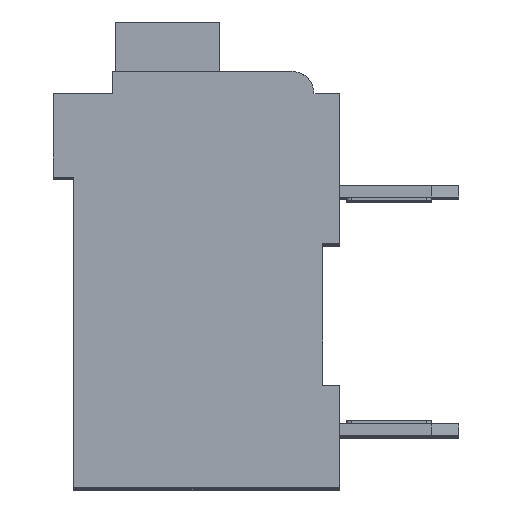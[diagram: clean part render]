
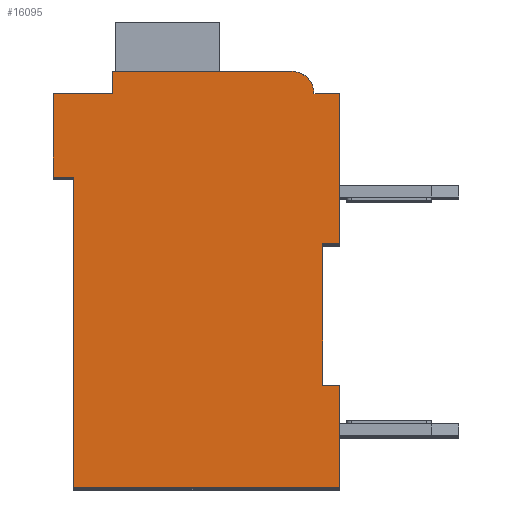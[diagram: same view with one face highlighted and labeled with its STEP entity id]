
A CAD part, top view. The second image highlights one B-rep face of the part: STEP entity #16095.
In plain terms, the highlighted planar face has unit normal (0, 0, 1).
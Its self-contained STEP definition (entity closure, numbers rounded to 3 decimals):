
#2958=DIRECTION('',(1.,0.,0.));
#2959=VECTOR('',#2958,0.5);
#2960=CARTESIAN_POINT('',(7.3,7.15,2.1));
#2961=LINE('',#2960,#2959);
#2962=DIRECTION('',(0.,1.,0.));
#2963=VECTOR('',#2962,4.15);
#2964=CARTESIAN_POINT('',(7.3,3.,2.1));
#2965=LINE('',#2964,#2963);
#2966=DIRECTION('',(-1.,0.,0.));
#2967=VECTOR('',#2966,0.5);
#2968=CARTESIAN_POINT('',(7.8,3.,2.1));
#2969=LINE('',#2968,#2967);
#2970=DIRECTION('',(0.,1.,0.));
#2971=VECTOR('',#2970,3.);
#2972=CARTESIAN_POINT('',(7.8,0.,2.1));
#2973=LINE('',#2972,#2971);
#2974=DIRECTION('',(1.,0.,0.));
#2975=VECTOR('',#2974,7.8);
#2976=CARTESIAN_POINT('',(0.,0.,2.1));
#2977=LINE('',#2976,#2975);
#2978=DIRECTION('',(0.,-1.,0.));
#2979=VECTOR('',#2978,9.1);
#2980=CARTESIAN_POINT('',(0.,9.1,2.1));
#2981=LINE('',#2980,#2979);
#2982=DIRECTION('',(1.,0.,0.));
#2983=VECTOR('',#2982,0.6);
#2984=CARTESIAN_POINT('',(-0.6,9.1,2.1));
#2985=LINE('',#2984,#2983);
#2986=DIRECTION('',(0.,-1.,0.));
#2987=VECTOR('',#2986,2.45);
#2988=CARTESIAN_POINT('',(-0.6,11.55,2.1));
#2989=LINE('',#2988,#2987);
#2990=DIRECTION('',(-1.,0.,0.));
#2991=VECTOR('',#2990,1.75);
#2992=CARTESIAN_POINT('',(1.15,11.55,2.1));
#2993=LINE('',#2992,#2991);
#2994=DIRECTION('',(0.,-1.,0.));
#2995=VECTOR('',#2994,0.65);
#2996=CARTESIAN_POINT('',(1.15,12.2,2.1));
#2997=LINE('',#2996,#2995);
#2998=DIRECTION('',(-1.,0.,0.));
#2999=VECTOR('',#2998,5.25);
#3000=CARTESIAN_POINT('',(6.4,12.2,2.1));
#3001=LINE('',#3000,#2999);
#3002=CARTESIAN_POINT('',(6.4,11.55,2.1));
#3003=DIRECTION('',(0.,0.,1.));
#3004=DIRECTION('',(1.,0.,0.));
#3005=AXIS2_PLACEMENT_3D('',#3002,#3003,#3004);
#3007=DIRECTION('',(-1.,0.,0.));
#3008=VECTOR('',#3007,0.75);
#3009=CARTESIAN_POINT('',(7.8,11.55,2.1));
#3010=LINE('',#3009,#3008);
#3011=DIRECTION('',(0.,1.,0.));
#3012=VECTOR('',#3011,4.4);
#3013=CARTESIAN_POINT('',(7.8,7.15,2.1));
#3014=LINE('',#3013,#3012);
#10331=CARTESIAN_POINT('',(7.3,7.15,2.1));
#10332=CARTESIAN_POINT('',(7.8,7.15,2.1));
#10333=VERTEX_POINT('',#10331);
#10334=VERTEX_POINT('',#10332);
#10335=CARTESIAN_POINT('',(7.8,11.55,2.1));
#10336=VERTEX_POINT('',#10335);
#10337=CARTESIAN_POINT('',(7.05,11.55,2.1));
#10338=VERTEX_POINT('',#10337);
#10339=CARTESIAN_POINT('',(6.4,12.2,2.1));
#10340=VERTEX_POINT('',#10339);
#10341=CARTESIAN_POINT('',(1.15,12.2,2.1));
#10342=VERTEX_POINT('',#10341);
#10343=CARTESIAN_POINT('',(1.15,11.55,2.1));
#10344=VERTEX_POINT('',#10343);
#10345=CARTESIAN_POINT('',(-0.6,11.55,2.1));
#10346=VERTEX_POINT('',#10345);
#10347=CARTESIAN_POINT('',(-0.6,9.1,2.1));
#10348=VERTEX_POINT('',#10347);
#10349=CARTESIAN_POINT('',(0.,9.1,2.1));
#10350=VERTEX_POINT('',#10349);
#10351=CARTESIAN_POINT('',(0.,0.,2.1));
#10352=VERTEX_POINT('',#10351);
#10353=CARTESIAN_POINT('',(7.8,0.,2.1));
#10354=VERTEX_POINT('',#10353);
#10355=CARTESIAN_POINT('',(7.8,3.,2.1));
#10356=VERTEX_POINT('',#10355);
#10357=CARTESIAN_POINT('',(7.3,3.,2.1));
#10358=VERTEX_POINT('',#10357);
#16071=CARTESIAN_POINT('',(0.,0.,2.1));
#16072=DIRECTION('',(0.,0.,1.));
#16073=DIRECTION('',(1.,0.,0.));
#16074=AXIS2_PLACEMENT_3D('',#16071,#16072,#16073);
#16075=PLANE('',#16074);
#16076=ORIENTED_EDGE('',*,*,#13572,.F.);
#16077=ORIENTED_EDGE('',*,*,#14108,.F.);
#16079=ORIENTED_EDGE('',*,*,#16078,.F.);
#16081=ORIENTED_EDGE('',*,*,#16080,.F.);
#16083=ORIENTED_EDGE('',*,*,#16082,.F.);
#16084=ORIENTED_EDGE('',*,*,#14520,.F.);
#16085=ORIENTED_EDGE('',*,*,#14632,.F.);
#16086=ORIENTED_EDGE('',*,*,#14831,.F.);
#16087=ORIENTED_EDGE('',*,*,#15035,.F.);
#16088=ORIENTED_EDGE('',*,*,#15104,.F.);
#16089=ORIENTED_EDGE('',*,*,#15423,.F.);
#16090=ORIENTED_EDGE('',*,*,#15887,.F.);
#16091=ORIENTED_EDGE('',*,*,#15775,.F.);
#16092=ORIENTED_EDGE('',*,*,#13864,.F.);
#16093=EDGE_LOOP('',(#16076,#16077,#16079,#16081,#16083,#16084,#16085,#16086,
#16087,#16088,#16089,#16090,#16091,#16092));
#16094=FACE_OUTER_BOUND('',#16093,.F.);
#3006=CIRCLE('',#3005,0.65);
#13572=EDGE_CURVE('',#10333,#10334,#2961,.T.);
#13864=EDGE_CURVE('',#10334,#10336,#3014,.T.);
#14108=EDGE_CURVE('',#10358,#10333,#2965,.T.);
#14520=EDGE_CURVE('',#10350,#10352,#2981,.T.);
#14632=EDGE_CURVE('',#10348,#10350,#2985,.T.);
#14831=EDGE_CURVE('',#10346,#10348,#2989,.T.);
#15035=EDGE_CURVE('',#10344,#10346,#2993,.T.);
#15104=EDGE_CURVE('',#10342,#10344,#2997,.T.);
#15423=EDGE_CURVE('',#10340,#10342,#3001,.T.);
#15775=EDGE_CURVE('',#10336,#10338,#3010,.T.);
#15887=EDGE_CURVE('',#10338,#10340,#3006,.T.);
#16078=EDGE_CURVE('',#10356,#10358,#2969,.T.);
#16080=EDGE_CURVE('',#10354,#10356,#2973,.T.);
#16082=EDGE_CURVE('',#10352,#10354,#2977,.T.);
#16095=ADVANCED_FACE('',(#16094),#16075,.T.);
